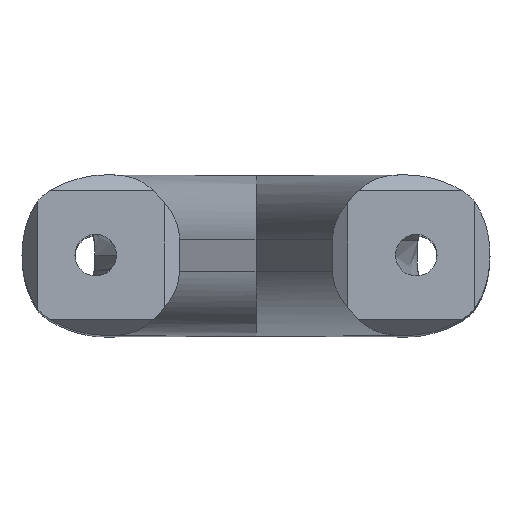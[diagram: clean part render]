
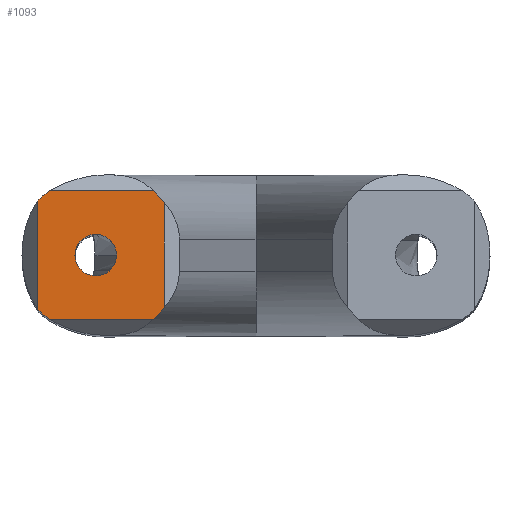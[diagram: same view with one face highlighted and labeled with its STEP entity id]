
A CAD part, top view. The second image highlights one B-rep face of the part: STEP entity #1093.
In plain terms, the highlighted planar face has unit normal (0, 0, 1).
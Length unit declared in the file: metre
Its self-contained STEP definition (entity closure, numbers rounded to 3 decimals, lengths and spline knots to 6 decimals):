
#31=FACE_BOUND('',#324,.T.);
#39=ELLIPSE('',#1174,0.00837,0.008);
#40=ELLIPSE('',#1175,0.010463,0.01);
#41=ELLIPSE('',#1176,0.010463,0.01);
#42=ELLIPSE('',#1177,0.00837,0.008);
#131=LINE('',#2134,#189);
#132=LINE('',#2138,#190);
#133=LINE('',#2142,#191);
#134=LINE('',#2146,#192);
#189=VECTOR('',#1353,1.);
#190=VECTOR('',#1356,1.);
#191=VECTOR('',#1359,1.);
#192=VECTOR('',#1362,1.);
#221=PLANE('',#1173);
#257=FACE_OUTER_BOUND('',#323,.T.);
#323=EDGE_LOOP('',(#771,#772,#773,#774,#775,#776,#777,#778));
#324=EDGE_LOOP('',(#779));
#411=CIRCLE('',#1178,0.0026);
#491=VERTEX_POINT('',#2132);
#492=VERTEX_POINT('',#2133);
#493=VERTEX_POINT('',#2135);
#494=VERTEX_POINT('',#2137);
#495=VERTEX_POINT('',#2139);
#496=VERTEX_POINT('',#2141);
#497=VERTEX_POINT('',#2143);
#498=VERTEX_POINT('',#2145);
#499=VERTEX_POINT('',#2148);
#599=EDGE_CURVE('',#491,#492,#131,.T.);
#600=EDGE_CURVE('',#492,#493,#39,.T.);
#601=EDGE_CURVE('',#493,#494,#132,.T.);
#602=EDGE_CURVE('',#494,#495,#40,.T.);
#603=EDGE_CURVE('',#495,#496,#133,.T.);
#604=EDGE_CURVE('',#496,#497,#41,.T.);
#605=EDGE_CURVE('',#497,#498,#134,.T.);
#606=EDGE_CURVE('',#498,#491,#42,.T.);
#607=EDGE_CURVE('',#499,#499,#411,.T.);
#771=ORIENTED_EDGE('',*,*,#599,.T.);
#772=ORIENTED_EDGE('',*,*,#600,.T.);
#773=ORIENTED_EDGE('',*,*,#601,.T.);
#774=ORIENTED_EDGE('',*,*,#602,.T.);
#775=ORIENTED_EDGE('',*,*,#603,.T.);
#776=ORIENTED_EDGE('',*,*,#604,.T.);
#777=ORIENTED_EDGE('',*,*,#605,.T.);
#778=ORIENTED_EDGE('',*,*,#606,.T.);
#779=ORIENTED_EDGE('',*,*,#607,.F.);
#1093=ADVANCED_FACE('',(#257,#31),#221,.T.);
#1173=AXIS2_PLACEMENT_3D('',#2131,#1351,#1352);
#1174=AXIS2_PLACEMENT_3D('',#2136,#1354,#1355);
#1175=AXIS2_PLACEMENT_3D('',#2140,#1357,#1358);
#1176=AXIS2_PLACEMENT_3D('',#2144,#1360,#1361);
#1177=AXIS2_PLACEMENT_3D('',#2147,#1363,#1364);
#1178=AXIS2_PLACEMENT_3D('',#2149,#1365,#1366);
#1351=DIRECTION('center_axis',(0.,0.,1.));
#1352=DIRECTION('ref_axis',(1.,0.,0.));
#1353=DIRECTION('',(0.,1.,0.));
#1354=DIRECTION('center_axis',(0.,0.,1.));
#1355=DIRECTION('ref_axis',(-1.,0.,0.));
#1356=DIRECTION('',(-1.,0.,0.));
#1357=DIRECTION('center_axis',(0.,0.,1.));
#1358=DIRECTION('ref_axis',(-1.,0.,0.));
#1359=DIRECTION('',(0.,-1.,0.));
#1360=DIRECTION('center_axis',(0.,0.,1.));
#1361=DIRECTION('ref_axis',(-1.,0.,0.));
#1362=DIRECTION('',(1.,0.,0.));
#1363=DIRECTION('center_axis',(0.,0.,1.));
#1364=DIRECTION('ref_axis',(-1.,0.,0.));
#1365=DIRECTION('center_axis',(0.,0.,1.));
#1366=DIRECTION('ref_axis',(1.,0.,0.));
#2131=CARTESIAN_POINT('Origin',(-0.04,0.,0.13));
#2132=CARTESIAN_POINT('',(-0.011477,-0.006538,0.13));
#2133=CARTESIAN_POINT('',(-0.011477,0.006538,0.13));
#2134=CARTESIAN_POINT('',(-0.011477,0.,0.13));
#2135=CARTESIAN_POINT('',(-0.012834,0.008,0.13));
#2136=CARTESIAN_POINT('Origin',(-0.01837,0.002,0.13));
#2137=CARTESIAN_POINT('',(-0.025815,0.008,0.13));
#2138=CARTESIAN_POINT('',(-0.04,0.008,0.13));
#2139=CARTESIAN_POINT('',(-0.027292,0.006713,0.13));
#2140=CARTESIAN_POINT('Origin',(-0.019537,0.,
0.13));
#2141=CARTESIAN_POINT('',(-0.027292,-0.006713,0.13));
#2142=CARTESIAN_POINT('',(-0.027292,0.,0.13));
#2143=CARTESIAN_POINT('',(-0.025815,-0.008,0.13));
#2144=CARTESIAN_POINT('Origin',(-0.019537,0.,
0.13));
#2145=CARTESIAN_POINT('',(-0.012834,-0.008,0.13));
#2146=CARTESIAN_POINT('',(-0.04,-0.008,0.13));
#2147=CARTESIAN_POINT('Origin',(-0.01837,-0.002,0.13));
#2148=CARTESIAN_POINT('',(-0.0226,0.,0.13));
#2149=CARTESIAN_POINT('Origin',(-0.02,0.,0.13));
